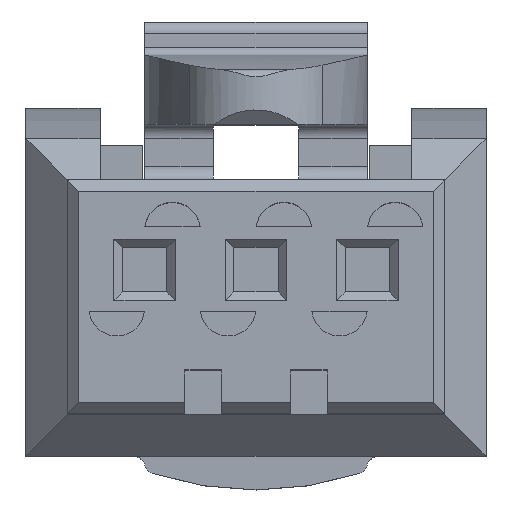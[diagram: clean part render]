
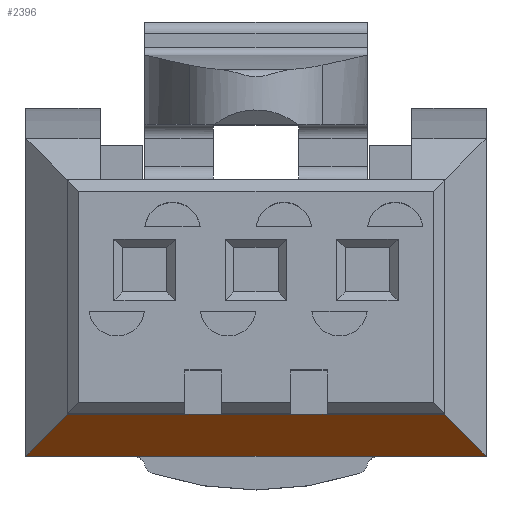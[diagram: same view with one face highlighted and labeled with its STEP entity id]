
A CAD part, top view. The second image highlights one B-rep face of the part: STEP entity #2396.
In plain terms, the highlighted planar face has unit normal (0, -0.707, 0.707).
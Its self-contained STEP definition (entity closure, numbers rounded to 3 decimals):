
#130=LINE($,#3509,#400);
#137=LINE($,#3522,#407);
#141=LINE($,#3531,#411);
#143=LINE($,#3534,#413);
#268=LINE($,#3941,#538);
#276=LINE($,#3957,#546);
#289=LINE($,#3983,#559);
#290=LINE($,#3985,#560);
#400=VECTOR($,#2844,0.65);
#407=VECTOR($,#2857,0.65);
#411=VECTOR($,#2867,2.105);
#413=VECTOR($,#2871,1.25);
#538=VECTOR($,#3180,1.299);
#546=VECTOR($,#3198,1.299);
#559=VECTOR($,#3235,8.26);
#560=VECTOR($,#3238,2.105);
#793=FACE_OUTER_BOUND($,#945,.T.);
#945=EDGE_LOOP($,(#2141,#2142,#2143,#2144,#2145,#2146,#2147,#2148));
#1029=VERTEX_POINT($,#3490);
#1033=VERTEX_POINT($,#3502);
#1035=VERTEX_POINT($,#3508);
#1037=VERTEX_POINT($,#3514);
#1040=VERTEX_POINT($,#3530);
#1155=VERTEX_POINT($,#3933);
#1158=VERTEX_POINT($,#3952);
#1159=VERTEX_POINT($,#3956);
#1285=EDGE_CURVE($,#1035,#1033,#130,.T.);
#1292=EDGE_CURVE($,#1037,#1029,#137,.T.);
#1296=EDGE_CURVE($,#1033,#1040,#141,.T.);
#1298=EDGE_CURVE($,#1029,#1035,#143,.T.);
#1469=EDGE_CURVE($,#1155,#1040,#268,.T.);
#1477=EDGE_CURVE($,#1158,#1159,#276,.T.);
#1490=EDGE_CURVE($,#1159,#1155,#289,.T.);
#1491=EDGE_CURVE($,#1158,#1037,#290,.T.);
#2141=ORIENTED_EDGE($,*,*,#1477,.T.);
#2142=ORIENTED_EDGE($,*,*,#1490,.T.);
#2143=ORIENTED_EDGE($,*,*,#1469,.T.);
#2144=ORIENTED_EDGE($,*,*,#1296,.F.);
#2145=ORIENTED_EDGE($,*,*,#1285,.F.);
#2146=ORIENTED_EDGE($,*,*,#1298,.F.);
#2147=ORIENTED_EDGE($,*,*,#1292,.F.);
#2148=ORIENTED_EDGE($,*,*,#1491,.F.);
#2259=PLANE($,#2589);
#2396=ADVANCED_FACE($,(#793),#2259,.T.);
#2589=AXIS2_PLACEMENT_3D($,#3984,#3236,#3237);
#2844=DIRECTION($,(1.,0.,0.));
#2857=DIRECTION($,(1.,0.,0.));
#2867=DIRECTION($,(1.,0.,0.));
#2871=DIRECTION($,(1.,0.,0.));
#3180=DIRECTION($,(-0.577,0.577,0.577));
#3198=DIRECTION($,(-0.577,-0.577,-0.577));
#3235=DIRECTION($,(1.,0.,0.));
#3236=DIRECTION('center_axis',(0.,-0.707,0.707));
#3237=DIRECTION('ref_axis',(1.,0.,0.));
#3238=DIRECTION($,(1.,0.,0.));
#3490=CARTESIAN_POINT('',(-0.625,-2.6,9.85));
#3502=CARTESIAN_POINT('',(1.275,-2.6,9.85));
#3508=CARTESIAN_POINT('',(0.625,-2.6,9.85));
#3509=CARTESIAN_POINT($,(0.,-2.6,9.85));
#3514=CARTESIAN_POINT('',(-1.275,-2.6,9.85));
#3522=CARTESIAN_POINT($,(0.,-2.6,9.85));
#3530=CARTESIAN_POINT('',(3.38,-2.6,9.85));
#3531=CARTESIAN_POINT($,(0.,-2.6,9.85));
#3534=CARTESIAN_POINT($,(0.,-2.6,9.85));
#3933=CARTESIAN_POINT('',(4.13,-3.35,9.1));
#3941=CARTESIAN_POINT($,(2.883,-2.103,10.347));
#3952=CARTESIAN_POINT('',(-3.38,-2.6,9.85));
#3956=CARTESIAN_POINT('',(-4.13,-3.35,9.1));
#3957=CARTESIAN_POINT($,(-2.633,-1.853,10.597));
#3983=CARTESIAN_POINT($,(0.,-3.35,9.1));
#3984=CARTESIAN_POINT('Origin',(0.,-3.35,9.1));
#3985=CARTESIAN_POINT($,(0.,-2.6,9.85));
